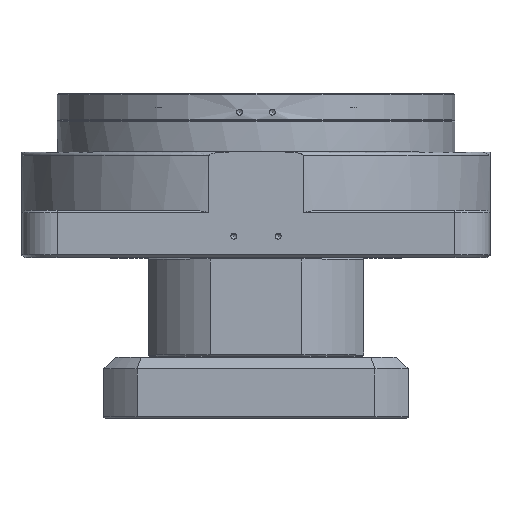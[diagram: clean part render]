
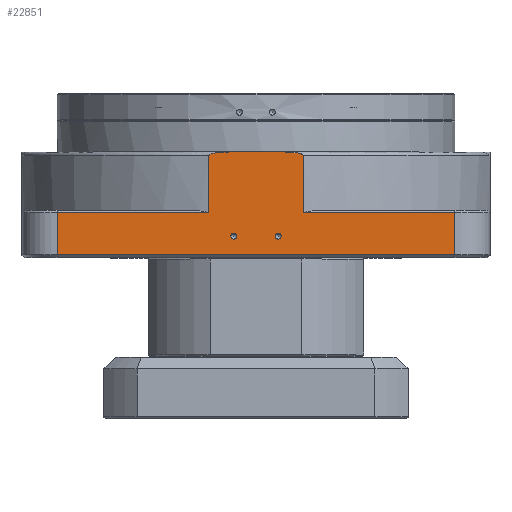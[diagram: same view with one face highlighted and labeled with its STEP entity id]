
A CAD part, top view. The second image highlights one B-rep face of the part: STEP entity #22851.
In plain terms, the highlighted planar face has unit normal (0, 0, 1).
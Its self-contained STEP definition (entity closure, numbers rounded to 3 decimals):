
#421=CARTESIAN_POINT('',(10.75,9.0,100.0));
#422=VERTEX_POINT('',#421);
#423=CARTESIAN_POINT('',(9.5,9.0,100.0));
#424=DIRECTION('',(0.0,0.0,1.0));
#425=DIRECTION('',(1.0,0.0,0.0));
#426=AXIS2_PLACEMENT_3D('',#423,#424,#425);
#427=CIRCLE('',#426,1.25);
#428=EDGE_CURVE('',#422,#422,#427,.T.);
#506=CARTESIAN_POINT('',(-8.25,9.0,100.0));
#507=VERTEX_POINT('',#506);
#508=CARTESIAN_POINT('',(-9.5,9.0,100.0));
#509=DIRECTION('',(0.0,0.0,1.0));
#510=DIRECTION('',(1.0,0.0,0.0));
#511=AXIS2_PLACEMENT_3D('',#508,#509,#510);
#512=CIRCLE('',#511,1.25);
#513=EDGE_CURVE('',#507,#507,#512,.T.);
#21514=CARTESIAN_POINT('',(-85.0,1.0,100.0));
#21515=VERTEX_POINT('',#21514);
#21580=CARTESIAN_POINT('',(85.0,1.0,100.0));
#21581=VERTEX_POINT('',#21580);
#21588=CARTESIAN_POINT('',(-85.0,1.0,100.0));
#21589=DIRECTION('',(1.0,0.0,0.0));
#21590=VECTOR('',#21589,170.0);
#21591=LINE('',#21588,#21590);
#21592=EDGE_CURVE('',#21515,#21581,#21591,.T.);
#21769=CARTESIAN_POINT('',(-85.0,19.0,100.0));
#21770=VERTEX_POINT('',#21769);
#21804=CARTESIAN_POINT('',(-20.1,19.0,100.0));
#21805=VERTEX_POINT('',#21804);
#21820=CARTESIAN_POINT('',(-20.1,19.0,100.0));
#21821=DIRECTION('',(-1.0,0.0,0.0));
#21822=VECTOR('',#21821,64.9);
#21823=LINE('',#21820,#21822);
#21824=EDGE_CURVE('',#21805,#21770,#21823,.T.);
#21877=CARTESIAN_POINT('',(85.0,19.0,100.0));
#21878=VERTEX_POINT('',#21877);
#21908=CARTESIAN_POINT('',(20.1,19.0,100.0));
#21909=VERTEX_POINT('',#21908);
#21919=CARTESIAN_POINT('',(85.0,19.0,100.0));
#21920=DIRECTION('',(-1.0,0.0,0.0));
#21921=VECTOR('',#21920,64.9);
#21922=LINE('',#21919,#21921);
#21923=EDGE_CURVE('',#21878,#21909,#21922,.T.);
#22230=CARTESIAN_POINT('',(-10.012,45.0,100.0));
#22231=VERTEX_POINT('',#22230);
#22232=CARTESIAN_POINT('',(-20.1,43.5,100.0));
#22233=VERTEX_POINT('',#22232);
#22234=CARTESIAN_POINT('',(-10.012,45.,100.0));
#22235=CARTESIAN_POINT('',(-11.469,45.,100.0));
#22236=CARTESIAN_POINT('',(-13.067,44.982,100.0));
#22237=CARTESIAN_POINT('',(-15.437,44.842,100.0));
#22238=CARTESIAN_POINT('',(-16.221,44.777,100.0));
#22239=CARTESIAN_POINT('',(-17.742,44.575,100.0));
#22240=CARTESIAN_POINT('',(-18.48,44.452,100.0));
#22241=CARTESIAN_POINT('',(-19.437,44.117,100.0));
#22242=CARTESIAN_POINT('',(-19.756,43.99,100.0));
#22243=CARTESIAN_POINT('',(-20.,43.745,100.0));
#22244=CARTESIAN_POINT('',(-20.045,43.688,100.0));
#22245=CARTESIAN_POINT('',(-20.088,43.594,100.0));
#22246=CARTESIAN_POINT('',(-20.1,43.543,100.0));
#22247=CARTESIAN_POINT('',(-20.1,43.5,100.0));
#22248=B_SPLINE_CURVE_WITH_KNOTS('',3,(#22234,#22235,#22236,#22237,#22238,#22239,#22240,#22241,#22242,#22243,#22244,#22245,#22246,#22247),.UNSPECIFIED.,.F.,.U.,(4,2,2,2,2,2,4),(0.939,1.376,1.594,1.813,1.898,1.917,1.929),.UNSPECIFIED.);
#22249=EDGE_CURVE('',#22231,#22233,#22248,.T.);
#22315=CARTESIAN_POINT('',(10.012,45.0,100.0));
#22316=VERTEX_POINT('',#22315);
#22324=CARTESIAN_POINT('',(20.1,43.5,100.0));
#22325=VERTEX_POINT('',#22324);
#22326=CARTESIAN_POINT('',(20.1,43.5,100.0));
#22327=CARTESIAN_POINT('',(20.1,43.543,100.0));
#22328=CARTESIAN_POINT('',(20.088,43.594,100.0));
#22329=CARTESIAN_POINT('',(20.045,43.688,100.0));
#22330=CARTESIAN_POINT('',(20.,43.745,100.0));
#22331=CARTESIAN_POINT('',(19.756,43.99,100.0));
#22332=CARTESIAN_POINT('',(19.437,44.117,100.0));
#22333=CARTESIAN_POINT('',(18.48,44.452,100.0));
#22334=CARTESIAN_POINT('',(17.742,44.575,100.0));
#22335=CARTESIAN_POINT('',(16.221,44.777,100.0));
#22336=CARTESIAN_POINT('',(15.437,44.842,100.0));
#22337=CARTESIAN_POINT('',(13.067,44.982,100.0));
#22338=CARTESIAN_POINT('',(11.469,45.,100.0));
#22339=CARTESIAN_POINT('',(10.012,45.,100.0));
#22340=B_SPLINE_CURVE_WITH_KNOTS('',3,(#22326,#22327,#22328,#22329,#22330,#22331,#22332,#22333,#22334,#22335,#22336,#22337,#22338,#22339),.UNSPECIFIED.,.F.,.U.,(4,2,2,2,2,2,4),(5.788,5.801,5.82,5.905,6.124,6.342,6.779),.UNSPECIFIED.);
#22341=EDGE_CURVE('',#22325,#22316,#22340,.T.);
#22532=CARTESIAN_POINT('',(-85.0,19.0,100.0));
#22533=DIRECTION('',(0.0,-1.0,0.0));
#22534=VECTOR('',#22533,18.0);
#22535=LINE('',#22532,#22534);
#22536=EDGE_CURVE('',#21770,#21515,#22535,.T.);
#22561=CARTESIAN_POINT('',(85.0,1.0,100.0));
#22562=DIRECTION('',(0.0,1.0,0.0));
#22563=VECTOR('',#22562,18.0);
#22564=LINE('',#22561,#22563);
#22565=EDGE_CURVE('',#21581,#21878,#22564,.T.);
#22702=CARTESIAN_POINT('',(20.1,19.0,100.0));
#22703=DIRECTION('',(0.0,1.0,0.0));
#22704=VECTOR('',#22703,24.5);
#22705=LINE('',#22702,#22704);
#22706=EDGE_CURVE('',#21909,#22325,#22705,.T.);
#22743=CARTESIAN_POINT('',(-20.1,19.0,100.0));
#22744=DIRECTION('',(0.0,1.0,0.0));
#22745=VECTOR('',#22744,24.5);
#22746=LINE('',#22743,#22745);
#22747=EDGE_CURVE('',#21805,#22233,#22746,.T.);
#22823=CARTESIAN_POINT('',(-100.0,45.0,100.0));
#22824=DIRECTION('',(0.0,0.0,-1.0));
#22825=DIRECTION('',(-1.0,0.0,0.0));
#22826=AXIS2_PLACEMENT_3D('',#22823,#22824,#22825);
#22827=PLANE('',#22826);
#22828=ORIENTED_EDGE('',*,*,#22565,.T.);
#22829=ORIENTED_EDGE('',*,*,#21923,.T.);
#22830=ORIENTED_EDGE('',*,*,#22706,.T.);
#22831=ORIENTED_EDGE('',*,*,#22341,.T.);
#22832=CARTESIAN_POINT('',(-10.012,45.0,100.0));
#22833=DIRECTION('',(1.0,0.0,0.0));
#22834=VECTOR('',#22833,20.025);
#22835=LINE('',#22832,#22834);
#22836=EDGE_CURVE('',#22231,#22316,#22835,.T.);
#22837=ORIENTED_EDGE('',*,*,#22836,.F.);
#22838=ORIENTED_EDGE('',*,*,#22249,.T.);
#22839=ORIENTED_EDGE('',*,*,#22747,.F.);
#22840=ORIENTED_EDGE('',*,*,#21824,.T.);
#22841=ORIENTED_EDGE('',*,*,#22536,.T.);
#22842=ORIENTED_EDGE('',*,*,#21592,.T.);
#22843=EDGE_LOOP('',(#22828,#22829,#22830,#22831,#22837,#22838,#22839,#22840,#22841,#22842));
#22844=FACE_OUTER_BOUND('',#22843,.T.);
#22845=ORIENTED_EDGE('',*,*,#428,.F.);
#22846=EDGE_LOOP('',(#22845));
#22847=FACE_BOUND('',#22846,.T.);
#22848=ORIENTED_EDGE('',*,*,#513,.F.);
#22849=EDGE_LOOP('',(#22848));
#22850=FACE_BOUND('',#22849,.T.);
#22851=ADVANCED_FACE('',(#22844,#22847,#22850),#22827,.F.);
